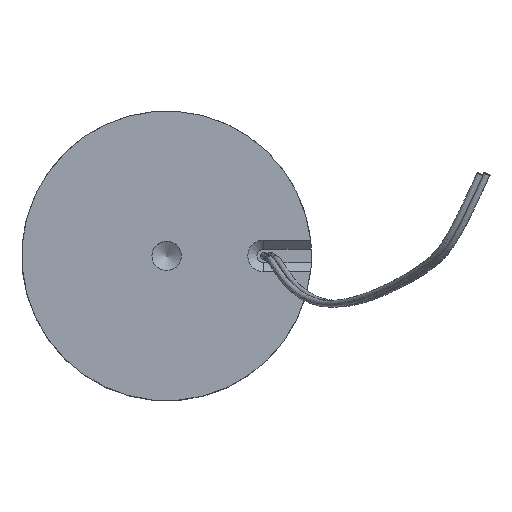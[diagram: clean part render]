
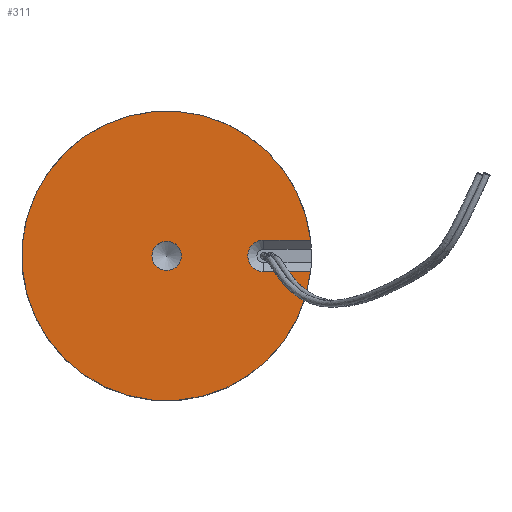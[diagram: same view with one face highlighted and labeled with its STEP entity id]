
A CAD part, top view. The second image highlights one B-rep face of the part: STEP entity #311.
In plain terms, the highlighted planar face has unit normal (0, 0, 1).
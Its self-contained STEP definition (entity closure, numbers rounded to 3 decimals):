
#33=FACE_BOUND($,#92,.T.);
#47=CIRCLE($,#339,1.75);
#48=CIRCLE($,#343,16.);
#49=CIRCLE($,#344,1.621);
#68=FACE_OUTER_BOUND($,#91,.T.);
#91=EDGE_LOOP($,(#227,#228,#229,#230));
#92=EDGE_LOOP($,(#231));
#124=LINE($,#482,#131);
#129=LINE($,#497,#136);
#131=VECTOR($,#385,5.179);
#136=VECTOR($,#400,5.179);
#147=VERTEX_POINT($,#479);
#148=VERTEX_POINT($,#481);
#150=VERTEX_POINT($,#487);
#152=VERTEX_POINT($,#493);
#154=VERTEX_POINT($,#500);
#176=EDGE_CURVE($,#147,#148,#124,.T.);
#181=EDGE_CURVE($,#148,#150,#47,.T.);
#184=EDGE_CURVE($,#150,#152,#129,.T.);
#185=EDGE_CURVE($,#152,#147,#48,.T.);
#186=EDGE_CURVE($,#154,#154,#49,.T.);
#227=ORIENTED_EDGE($,*,*,#184,.F.);
#228=ORIENTED_EDGE($,*,*,#181,.F.);
#229=ORIENTED_EDGE($,*,*,#176,.F.);
#230=ORIENTED_EDGE($,*,*,#185,.F.);
#231=ORIENTED_EDGE($,*,*,#186,.T.);
#299=PLANE($,#342);
#311=ADVANCED_FACE($,(#68,#33),#299,.F.);
#339=AXIS2_PLACEMENT_3D($,#491,#393,#394);
#342=AXIS2_PLACEMENT_3D($,#498,#401,#402);
#343=AXIS2_PLACEMENT_3D($,#499,#403,#404);
#344=AXIS2_PLACEMENT_3D($,#501,#405,#406);
#385=DIRECTION($,(-1.,0.,0.));
#393=DIRECTION('center_axis',(0.,0.,1.));
#394=DIRECTION('ref_axis',(0.,1.,0.));
#400=DIRECTION($,(1.,0.,0.));
#401=DIRECTION('center_axis',(0.,0.,-1.));
#402=DIRECTION('ref_axis',(-1.,0.,0.));
#403=DIRECTION('center_axis',(0.,0.,-1.));
#404=DIRECTION('ref_axis',(-1.,0.,0.));
#405=DIRECTION('center_axis',(0.,0.,-1.));
#406=DIRECTION('ref_axis',(1.,0.,0.));
#479=CARTESIAN_POINT('',(15.904,1.75,22.));
#481=CARTESIAN_POINT('',(10.725,1.75,22.));
#482=CARTESIAN_POINT($,(7.991,1.75,22.));
#487=CARTESIAN_POINT('',(10.725,-1.75,22.));
#491=CARTESIAN_POINT('Origin',(10.725,0.,22.));
#493=CARTESIAN_POINT('',(15.904,-1.75,22.));
#497=CARTESIAN_POINT($,(5.363,-1.75,22.));
#498=CARTESIAN_POINT('Origin',(0.,0.,22.));
#499=CARTESIAN_POINT('Origin',(0.,0.,22.));
#500=CARTESIAN_POINT('',(1.621,0.,22.));
#501=CARTESIAN_POINT('Origin',(0.,0.,
22.));
